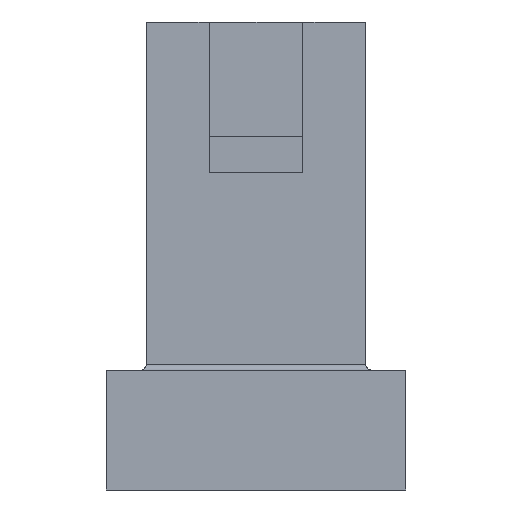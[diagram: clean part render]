
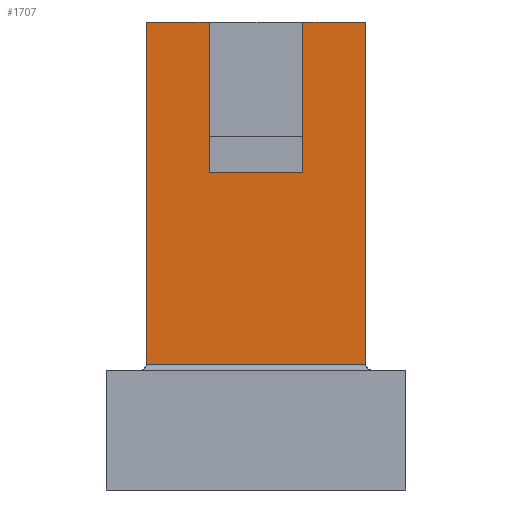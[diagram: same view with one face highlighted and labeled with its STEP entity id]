
A CAD part, front view. The second image highlights one B-rep face of the part: STEP entity #1707.
In plain terms, the highlighted planar face has unit normal (0, -1, 0).
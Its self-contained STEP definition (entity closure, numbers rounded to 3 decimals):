
#43 = LINE ( 'NONE', #539, #2045 ) ;
#55 = CARTESIAN_POINT ( 'NONE',  ( 0., 45.338, 10.5 ) ) ;
#74 = ORIENTED_EDGE ( 'NONE', *, *, #1562, .T. ) ;
#83 = ORIENTED_EDGE ( 'NONE', *, *, #1547, .T. ) ;
#211 = CARTESIAN_POINT ( 'NONE',  ( -3.91, 45.338, 39.06 ) ) ;
#301 = VECTOR ( 'NONE', #605, 1000. ) ;
#441 = CARTESIAN_POINT ( 'NONE',  ( -3.91, 45.338, 26.53 ) ) ;
#474 = CARTESIAN_POINT ( 'NONE',  ( 3.907, 45.338, 26.53 ) ) ;
#491 = ORIENTED_EDGE ( 'NONE', *, *, #745, .F. ) ;
#539 = CARTESIAN_POINT ( 'NONE',  ( -9.161, 45.338, 39.06 ) ) ;
#562 = ORIENTED_EDGE ( 'NONE', *, *, #2059, .T. ) ;
#564 = CARTESIAN_POINT ( 'NONE',  ( 0., 45.338, 39.06 ) ) ;
#605 = DIRECTION ( 'NONE',  ( 1., 0., 0. ) ) ;
#606 = VECTOR ( 'NONE', #1646, 1000. ) ;
#655 = CARTESIAN_POINT ( 'NONE',  ( -3.91, 45.338, 26.53 ) ) ;
#689 = LINE ( 'NONE', #1985, #606 ) ;
#692 = ORIENTED_EDGE ( 'NONE', *, *, #1142, .F. ) ;
#734 = DIRECTION ( 'NONE',  ( 0., 0., -1. ) ) ;
#745 = EDGE_CURVE ( 'NONE', #1415, #1161, #869, .T. ) ;
#769 = EDGE_CURVE ( 'NONE', #1205, #1471, #861, .T. ) ;
#847 = ORIENTED_EDGE ( 'NONE', *, *, #769, .F. ) ;
#861 = LINE ( 'NONE', #564, #1194 ) ;
#869 = LINE ( 'NONE', #1853, #1231 ) ;
#875 = VECTOR ( 'NONE', #1963, 1000. ) ;
#999 = LINE ( 'NONE', #211, #875 ) ;
#1038 = DIRECTION ( 'NONE',  ( 1., 0., 0. ) ) ;
#1142 = EDGE_CURVE ( 'NONE', #1471, #1160, #689, .T. ) ;
#1153 = LINE ( 'NONE', #55, #1524 ) ;
#1160 = VERTEX_POINT ( 'NONE', #1797 ) ;
#1161 = VERTEX_POINT ( 'NONE', #1818 ) ;
#1173 = DIRECTION ( 'NONE',  ( 0., 0., -1. ) ) ;
#1176 = EDGE_LOOP ( 'NONE', ( #74, #83, #692, #847, #562, #1986, #1383, #491 ) ) ;
#1177 = DIRECTION ( 'NONE',  ( 1., 0., 0. ) ) ;
#1194 = VECTOR ( 'NONE', #1038, 1000. ) ;
#1205 = VERTEX_POINT ( 'NONE', #1667 ) ;
#1213 = CARTESIAN_POINT ( 'NONE',  ( 3.907, 45.338, 39.06 ) ) ;
#1231 = VECTOR ( 'NONE', #1177, 1000. ) ;
#1383 = ORIENTED_EDGE ( 'NONE', *, *, #1458, .F. ) ;
#1395 = EDGE_CURVE ( 'NONE', #1937, #1822, #1412, .T. ) ;
#1396 = LINE ( 'NONE', #1213, #1748 ) ;
#1402 = DIRECTION ( 'NONE',  ( 0., 0., 1. ) ) ;
#1412 = LINE ( 'NONE', #441, #301 ) ;
#1415 = VERTEX_POINT ( 'NONE', #1902 ) ;
#1458 = EDGE_CURVE ( 'NONE', #1161, #1937, #999, .T. ) ;
#1471 = VERTEX_POINT ( 'NONE', #1781 ) ;
#1506 = DIRECTION ( 'NONE',  ( 1., 0., 0. ) ) ;
#1524 = VECTOR ( 'NONE', #1506, 1000. ) ;
#1538 = DIRECTION ( 'NONE',  ( 0., 1., 0. ) ) ;
#1547 = EDGE_CURVE ( 'NONE', #1584, #1160, #1153, .T. ) ;
#1562 = EDGE_CURVE ( 'NONE', #1415, #1584, #43, .T. ) ;
#1584 = VERTEX_POINT ( 'NONE', #1951 ) ;
#1646 = DIRECTION ( 'NONE',  ( 0., 0., -1. ) ) ;
#1667 = CARTESIAN_POINT ( 'NONE',  ( 3.907, 45.338, 39.06 ) ) ;
#1686 = FACE_OUTER_BOUND ( 'NONE', #1176, .T. ) ;
#1695 = CARTESIAN_POINT ( 'NONE',  ( 0., 45.338, 39.06 ) ) ;
#1707 = ADVANCED_FACE ( 'NONE', ( #1686 ), #1872, .F. ) ;
#1748 = VECTOR ( 'NONE', #734, 1000. ) ;
#1781 = CARTESIAN_POINT ( 'NONE',  ( 9.161, 45.338, 39.06 ) ) ;
#1797 = CARTESIAN_POINT ( 'NONE',  ( 9.161, 45.338, 10.5 ) ) ;
#1818 = CARTESIAN_POINT ( 'NONE',  ( -3.91, 45.338, 39.06 ) ) ;
#1822 = VERTEX_POINT ( 'NONE', #474 ) ;
#1853 = CARTESIAN_POINT ( 'NONE',  ( 0., 45.338, 39.06 ) ) ;
#1872 = PLANE ( 'NONE',  #2014 ) ;
#1902 = CARTESIAN_POINT ( 'NONE',  ( -9.161, 45.338, 39.06 ) ) ;
#1937 = VERTEX_POINT ( 'NONE', #655 ) ;
#1951 = CARTESIAN_POINT ( 'NONE',  ( -9.161, 45.338, 10.5 ) ) ;
#1963 = DIRECTION ( 'NONE',  ( 0., 0., -1. ) ) ;
#1985 = CARTESIAN_POINT ( 'NONE',  ( 9.161, 45.338, 39.06 ) ) ;
#1986 = ORIENTED_EDGE ( 'NONE', *, *, #1395, .F. ) ;
#2014 = AXIS2_PLACEMENT_3D ( 'NONE', #1695, #1538, #1402 ) ;
#2045 = VECTOR ( 'NONE', #1173, 1000. ) ;
#2059 = EDGE_CURVE ( 'NONE', #1205, #1822, #1396, .T. ) ;
